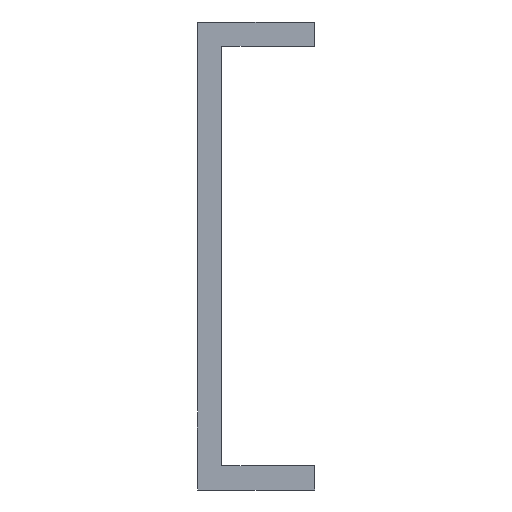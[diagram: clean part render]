
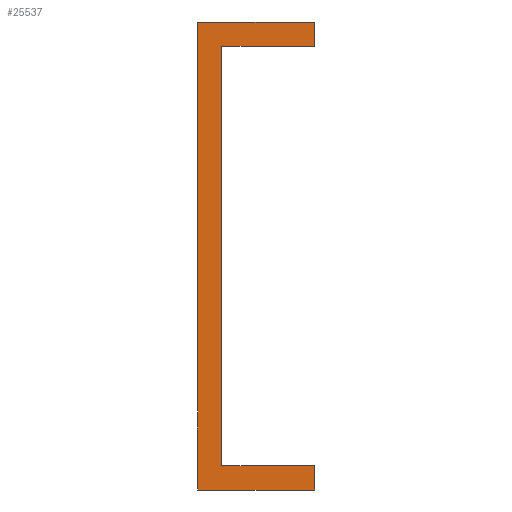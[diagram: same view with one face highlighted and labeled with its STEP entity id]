
A CAD part, front view. The second image highlights one B-rep face of the part: STEP entity #25537.
In plain terms, the highlighted planar face has unit normal (0, -1, 0).
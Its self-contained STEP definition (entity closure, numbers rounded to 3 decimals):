
#691 = CARTESIAN_POINT ( 'NONE',  ( -24., 0., -45.5 ) ) ;
#977 = DIRECTION ( 'NONE',  ( 1., 0., 0. ) ) ;
#1034 = EDGE_CURVE ( 'NONE', #27024, #28249, #15894, .T. ) ;
#1394 = VECTOR ( 'NONE', #21429, 1000. ) ;
#2852 = VERTEX_POINT ( 'NONE', #30521 ) ;
#4037 = ORIENTED_EDGE ( 'NONE', *, *, #15703, .F. ) ;
#4743 = LINE ( 'NONE', #7825, #19123 ) ;
#4751 = DIRECTION ( 'NONE',  ( 0., 0., -1. ) ) ;
#5118 = DIRECTION ( 'NONE',  ( 0., 0., -1. ) ) ;
#7222 = VERTEX_POINT ( 'NONE', #23010 ) ;
#7825 = CARTESIAN_POINT ( 'NONE',  ( -12., 0., 0. ) ) ;
#8276 = VECTOR ( 'NONE', #21832, 1000. ) ;
#8456 = DIRECTION ( 'NONE',  ( 0., 0., -1. ) ) ;
#9040 = ORIENTED_EDGE ( 'NONE', *, *, #35309, .F. ) ;
#9480 = DIRECTION ( 'NONE',  ( 0., -1., 0. ) ) ;
#9527 = EDGE_CURVE ( 'NONE', #27404, #7222, #26880, .T. ) ;
#10008 = CARTESIAN_POINT ( 'NONE',  ( -24., 0., -45.5 ) ) ;
#10804 = CARTESIAN_POINT ( 'NONE',  ( -24., 0., 2.5 ) ) ;
#11338 = ORIENTED_EDGE ( 'NONE', *, *, #13376, .F. ) ;
#11863 = EDGE_CURVE ( 'NONE', #36461, #17402, #17586, .T. ) ;
#12880 = CARTESIAN_POINT ( 'NONE',  ( -21.5, 0., -45.5 ) ) ;
#13276 = CARTESIAN_POINT ( 'NONE',  ( -12., 0., -43. ) ) ;
#13279 = LINE ( 'NONE', #36439, #35248 ) ;
#13376 = EDGE_CURVE ( 'NONE', #7222, #2852, #21558, .T. ) ;
#14311 = VECTOR ( 'NONE', #8456, 1000. ) ;
#14630 = EDGE_CURVE ( 'NONE', #17918, #27404, #4743, .T. ) ;
#14752 = CARTESIAN_POINT ( 'NONE',  ( 0., 0., 0. ) ) ;
#14793 = CARTESIAN_POINT ( 'NONE',  ( -12., 0., 2.5 ) ) ;
#15668 = CARTESIAN_POINT ( 'NONE',  ( -12., 0., -43. ) ) ;
#15703 = EDGE_CURVE ( 'NONE', #28249, #17918, #13279, .T. ) ;
#15817 = LINE ( 'NONE', #13276, #31512 ) ;
#15894 = LINE ( 'NONE', #30580, #8276 ) ;
#16182 = VECTOR ( 'NONE', #977, 1000. ) ;
#17402 = VERTEX_POINT ( 'NONE', #691 ) ;
#17586 = LINE ( 'NONE', #12880, #22542 ) ;
#17918 = VERTEX_POINT ( 'NONE', #24009 ) ;
#18360 = ORIENTED_EDGE ( 'NONE', *, *, #14630, .F. ) ;
#18404 = ORIENTED_EDGE ( 'NONE', *, *, #23363, .F. ) ;
#19123 = VECTOR ( 'NONE', #19387, 1000. ) ;
#19387 = DIRECTION ( 'NONE',  ( -1., 0., 0. ) ) ;
#21429 = DIRECTION ( 'NONE',  ( 0., 0., 1. ) ) ;
#21510 = EDGE_LOOP ( 'NONE', ( #28763, #18360, #4037, #27253, #18404, #24633, #9040, #11338 ) ) ;
#21558 = LINE ( 'NONE', #15668, #16182 ) ;
#21832 = DIRECTION ( 'NONE',  ( 1., 0., 0. ) ) ;
#22076 = LINE ( 'NONE', #10008, #1394 ) ;
#22316 = CARTESIAN_POINT ( 'NONE',  ( -12., 0., -45.5 ) ) ;
#22542 = VECTOR ( 'NONE', #33690, 1000. ) ;
#23010 = CARTESIAN_POINT ( 'NONE',  ( -21.5, 0., -43. ) ) ;
#23363 = EDGE_CURVE ( 'NONE', #17402, #27024, #22076, .T. ) ;
#23525 = PLANE ( 'NONE',  #24586 ) ;
#24009 = CARTESIAN_POINT ( 'NONE',  ( -12., 0., 0. ) ) ;
#24056 = CARTESIAN_POINT ( 'NONE',  ( -21.5, 0., 0. ) ) ;
#24586 = AXIS2_PLACEMENT_3D ( 'NONE', #14752, #9480, #26557 ) ;
#24633 = ORIENTED_EDGE ( 'NONE', *, *, #11863, .F. ) ;
#25537 = ADVANCED_FACE ( 'NONE', ( #36679 ), #23525, .T. ) ;
#26557 = DIRECTION ( 'NONE',  ( 0., 0., -1. ) ) ;
#26880 = LINE ( 'NONE', #31520, #14311 ) ;
#27024 = VERTEX_POINT ( 'NONE', #10804 ) ;
#27253 = ORIENTED_EDGE ( 'NONE', *, *, #1034, .F. ) ;
#27404 = VERTEX_POINT ( 'NONE', #24056 ) ;
#28249 = VERTEX_POINT ( 'NONE', #14793 ) ;
#28763 = ORIENTED_EDGE ( 'NONE', *, *, #9527, .F. ) ;
#30521 = CARTESIAN_POINT ( 'NONE',  ( -12., 0., -43. ) ) ;
#30580 = CARTESIAN_POINT ( 'NONE',  ( 24., 0., 2.5 ) ) ;
#31512 = VECTOR ( 'NONE', #4751, 1000. ) ;
#31520 = CARTESIAN_POINT ( 'NONE',  ( -21.5, 0., 0. ) ) ;
#33690 = DIRECTION ( 'NONE',  ( -1., 0., 0. ) ) ;
#35248 = VECTOR ( 'NONE', #5118, 1000. ) ;
#35309 = EDGE_CURVE ( 'NONE', #2852, #36461, #15817, .T. ) ;
#36439 = CARTESIAN_POINT ( 'NONE',  ( -12., 0., 0. ) ) ;
#36461 = VERTEX_POINT ( 'NONE', #22316 ) ;
#36679 = FACE_OUTER_BOUND ( 'NONE', #21510, .T. ) ;
